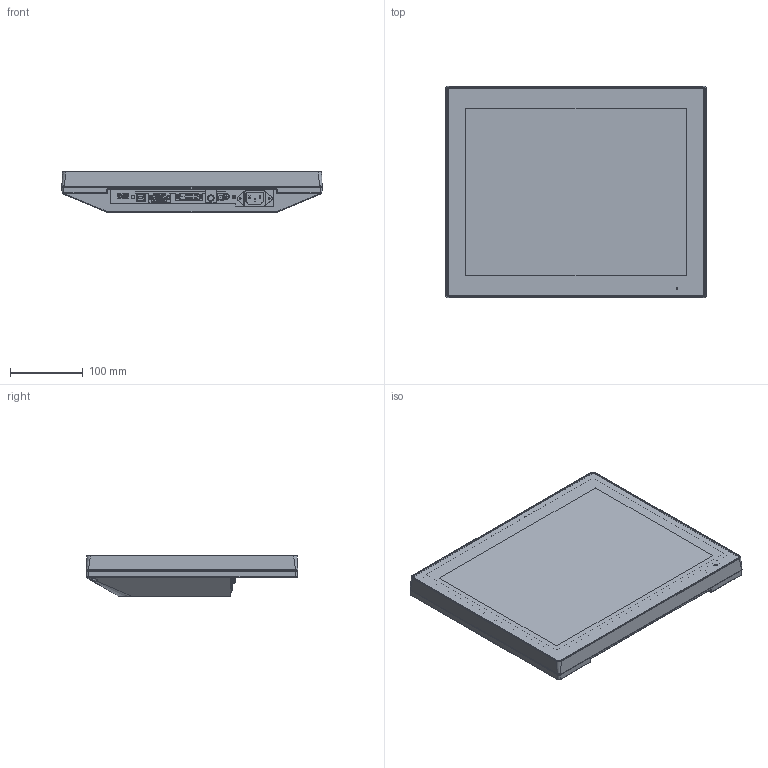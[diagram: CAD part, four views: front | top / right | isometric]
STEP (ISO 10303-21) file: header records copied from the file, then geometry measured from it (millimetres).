
FILE_DESCRIPTION(/* description */ (''),/* implementation_level */ '2;1');
FILE_NAME(/* name */ '',/* time_stamp */ '2017-11-09T17:23:50+09:00',/* author */ (''),/* organization */ (''),/* preprocessor_version */ 'ST-DEVELOPER v16.5',/* originating_system */ 'Autodesk Inventor 2017',/* authorisation */ '');
FILE_SCHEMA (('CONFIG_CONTROL_DESIGN'));
Products named in the file (1): HP_TMG(H)-415-AC01
Bounding box: 359 x 292 x 56 mm (x, y, z)
Volume: 831987.3 mm3; surface area: 911571.3 mm2
Topology: 1 solids, 29 shells, 5668 faces, 15200 edges, 9787 vertices
Faces by surface type: plane 2948, cylinder 1162, bspline 854, cone 600, torus 84, sphere 20
Full cylindrical faces by diameter (mm): 0.8 x8, 1 x18, 2 x2, 2.013 x4, 2.459 x24, 2.6 x2, 2.84 x2, 3 x33, 3.2 x12, 3.5 x123, 3.6 x12, 4 x47, 4.1 x8, 4.18 x4, 4.8 x4, 5 x1, 6.15 x20, 6.3 x1, 7 x1, 7.15 x5, 7.6 x1, 8 x38, 9 x7, 10 x6
Entity records: 198118 total; most frequent: CARTESIAN_POINT 54379, ORIENTED_EDGE 29252, DIRECTION 27796, EDGE_CURVE 14619, VERTEX_POINT 9694, LINE 9342, VECTOR 9342, AXIS2_PLACEMENT_3D 9227
